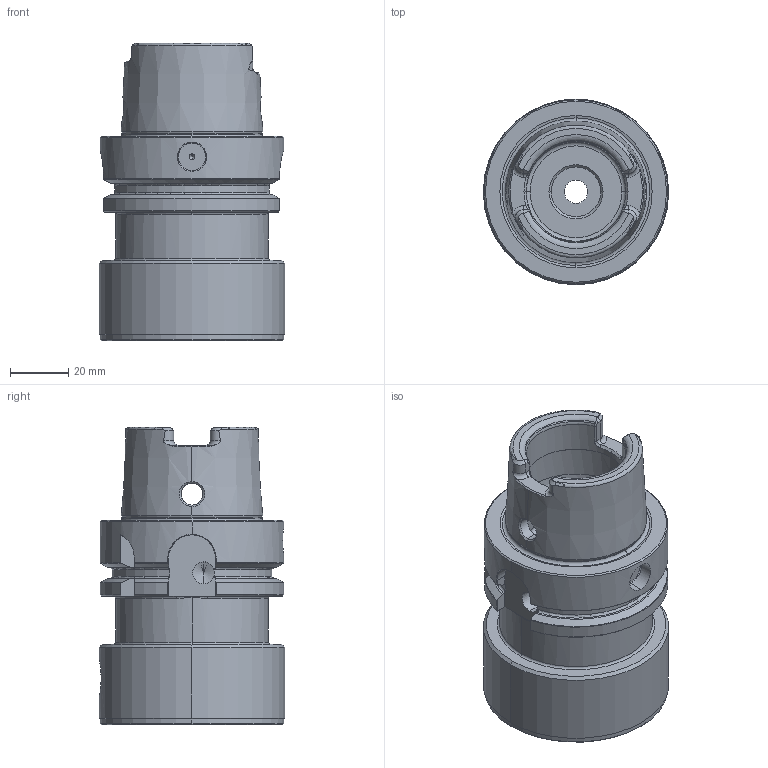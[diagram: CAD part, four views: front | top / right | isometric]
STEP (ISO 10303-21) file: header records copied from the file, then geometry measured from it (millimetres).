
FILE_DESCRIPTION(('no description'),'unknown implementation level');
FILE_NAME('46A3E5FF-C169-4DA7-8632-784830EBE695_export.stp',' ',('CIMSOURCE GmbH'),('CADClick - KiM GmbH - www.kimweb.de'),'unknown preprocess','ACIS','unknown authorization');
FILE_SCHEMA(('automotive_design'));
Length unit declared in the file: millimetre
Products named in the file (2): 324.361 Kaiser HSK-A63 X CK6 X 110B|690.436 Kaiser ETL M12 X 18 CK6_Standard;NONE; 324.361 Kaiser HSK-A63 X CK6 X 110B|324.361 Kaiser HSK-A63 X CK6 X 110B_Fertigbearbeitung;NONE
Bounding box: 63.5 x 63.5 x 101.9 mm (x, y, z)
Volume: 157764 mm3; surface area: 38424.7 mm2
Topology: 2 solids, 2 shells, 292 faces, 750 edges, 459 vertices
Faces by surface type: cone 90, plane 85, cylinder 63, torus 36, bspline 18
Entity records: 21319 total; most frequent: CARTESIAN_POINT 6189, STYLED_ITEM 1497, PRESENTATION_STYLE_ASSIGNMENT 1497, COLOUR_RGB 1497, ORIENTED_EDGE 1488, DIRECTION 1346, EDGE_CURVE 744, CURVE_STYLE 744
